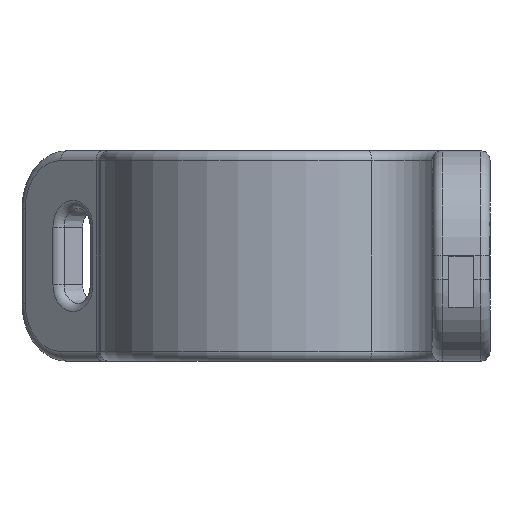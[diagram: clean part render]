
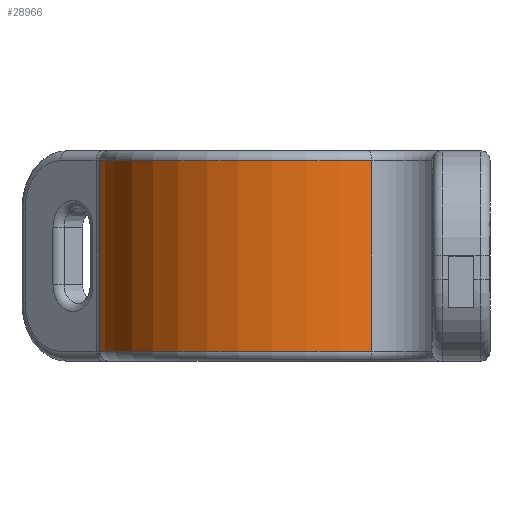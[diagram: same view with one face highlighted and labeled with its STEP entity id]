
A CAD part, left-side view. The second image highlights one B-rep face of the part: STEP entity #28966.
In plain terms, the highlighted cylindrical face has radius 11.85 mm (diameter 23.7 mm), a partial arc.
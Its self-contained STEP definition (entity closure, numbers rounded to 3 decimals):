
#503=CARTESIAN_POINT('',(0.,-0.15,-5.8));
#504=DIRECTION('',(0.,0.,-1.));
#505=DIRECTION('',(-0.919,-0.394,0.));
#506=AXIS2_PLACEMENT_3D('',#503,#504,#505);
#5095=DIRECTION('',(0.,0.,1.));
#5096=VECTOR('',#5095,11.6);
#5097=CARTESIAN_POINT('',(-10.892,-4.818,-5.8));
#5098=LINE('',#5097,#5096);
#5099=DIRECTION('',(0.,0.,1.));
#5100=VECTOR('',#5099,11.6);
#5101=CARTESIAN_POINT('',(1.441,11.612,-5.8));
#5102=LINE('',#5101,#5100);
#5234=CARTESIAN_POINT('',(0.,-0.15,5.8));
#5235=DIRECTION('',(0.,0.,1.));
#5236=DIRECTION('',(0.122,0.993,0.));
#5237=AXIS2_PLACEMENT_3D('',#5234,#5235,#5236);
#21177=CARTESIAN_POINT('',(-10.892,-4.818,-5.8));
#21178=CARTESIAN_POINT('',(-10.892,-4.818,5.8));
#21179=VERTEX_POINT('',#21177);
#21180=VERTEX_POINT('',#21178);
#21181=CARTESIAN_POINT('',(1.441,11.612,-5.8));
#21182=CARTESIAN_POINT('',(1.441,11.612,5.8));
#21183=VERTEX_POINT('',#21181);
#21184=VERTEX_POINT('',#21182);
#28953=CARTESIAN_POINT('',(0.,-0.15,-6.4));
#28954=DIRECTION('',(0.,0.,1.));
#28955=DIRECTION('',(1.,0.,0.));
#28956=AXIS2_PLACEMENT_3D('',#28953,#28954,#28955);
#28957=CYLINDRICAL_SURFACE('',#28956,11.85);
#28958=ORIENTED_EDGE('',*,*,#28945,.F.);
#28959=ORIENTED_EDGE('',*,*,#26434,.T.);
#28961=ORIENTED_EDGE('',*,*,#28960,.T.);
#28963=ORIENTED_EDGE('',*,*,#28962,.T.);
#28964=EDGE_LOOP('',(#28958,#28959,#28961,#28963));
#28965=FACE_OUTER_BOUND('',#28964,.F.);
#28966=ADVANCED_FACE('',(#28965),#28957,.T.);
#507=CIRCLE('',#506,11.85);
#5238=CIRCLE('',#5237,11.85);
#26434=EDGE_CURVE('',#21179,#21183,#507,.T.);
#28945=EDGE_CURVE('',#21179,#21180,#5098,.T.);
#28960=EDGE_CURVE('',#21183,#21184,#5102,.T.);
#28962=EDGE_CURVE('',#21184,#21180,#5238,.T.);
